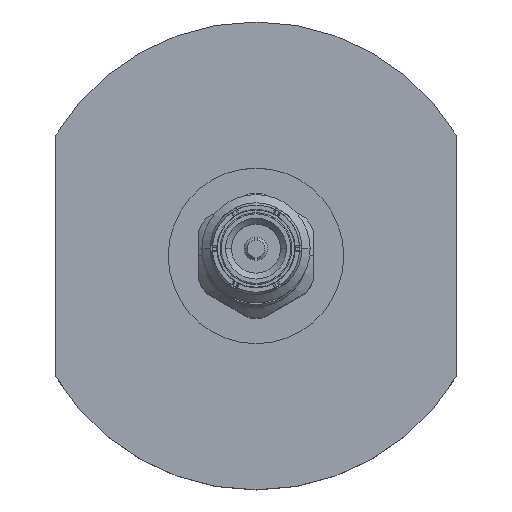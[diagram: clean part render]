
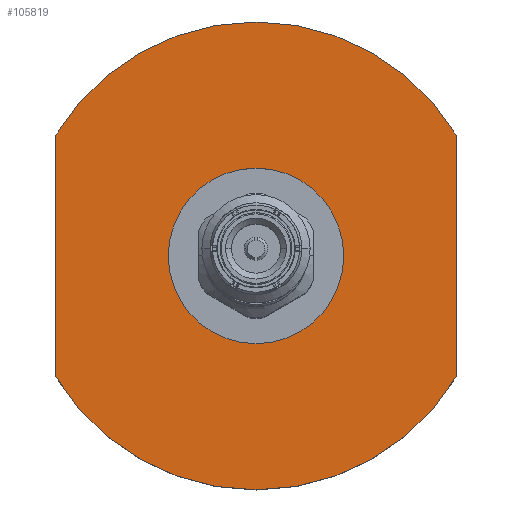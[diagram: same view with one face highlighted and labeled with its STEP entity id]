
A CAD part, top view. The second image highlights one B-rep face of the part: STEP entity #105819.
In plain terms, the highlighted face is planar.
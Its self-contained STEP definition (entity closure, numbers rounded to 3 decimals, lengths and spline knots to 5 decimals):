
#622 = EDGE_CURVE ( 'NONE', #67603, #25341, #88011, .T. ) ;
#2788 = FACE_BOUND ( 'NONE', #59987, .T. ) ;
#3767 = VECTOR ( 'NONE', #57876, 39.37008 ) ;
#5040 = DIRECTION ( 'NONE',  ( 0., 0., 1. ) ) ;
#7627 = VERTEX_POINT ( 'NONE', #86756 ) ;
#14616 = DIRECTION ( 'NONE',  ( -1., 0., 0. ) ) ;
#14714 = DIRECTION ( 'NONE',  ( 0., 0., 1. ) ) ;
#17833 = EDGE_CURVE ( 'NONE', #101536, #79762, #102477, .T. ) ;
#18445 = CIRCLE ( 'NONE', #74512, 0.4 ) ;
#22592 = CARTESIAN_POINT ( 'NONE',  ( 0.84849, 0., 0. ) ) ;
#22676 = ORIENTED_EDGE ( 'NONE', *, *, #106649, .F. ) ;
#23805 = AXIS2_PLACEMENT_3D ( 'NONE', #22592, #72301, #5040 ) ;
#25341 = VERTEX_POINT ( 'NONE', #84355 ) ;
#26887 = AXIS2_PLACEMENT_3D ( 'NONE', #30724, #14616, #39184 ) ;
#30174 = DIRECTION ( 'NONE',  ( 0., 0., 1. ) ) ;
#30724 = CARTESIAN_POINT ( 'NONE',  ( 0.84849, 0., 0. ) ) ;
#34031 = CARTESIAN_POINT ( 'NONE',  ( 0.84849, 0., 0.15 ) ) ;
#34599 = EDGE_CURVE ( 'NONE', #79762, #101536, #39771, .T. ) ;
#39184 = DIRECTION ( 'NONE',  ( 0., 0., 1. ) ) ;
#39771 = CIRCLE ( 'NONE', #26887, 0.15 ) ;
#41687 = CARTESIAN_POINT ( 'NONE',  ( 0.84849, 0., 0. ) ) ;
#41807 = AXIS2_PLACEMENT_3D ( 'NONE', #105346, #54849, #30174 ) ;
#41975 = CARTESIAN_POINT ( 'NONE',  ( 0.84849, 0.4, 0.3435 ) ) ;
#42404 = DIRECTION ( 'NONE',  ( 0., 0., 1. ) ) ;
#48124 = CARTESIAN_POINT ( 'NONE',  ( 0.84849, 0., 0. ) ) ;
#49345 = EDGE_CURVE ( 'NONE', #88000, #67603, #55173, .T. ) ;
#49407 = ORIENTED_EDGE ( 'NONE', *, *, #49345, .F. ) ;
#50117 = EDGE_CURVE ( 'NONE', #7627, #88000, #81553, .T. ) ;
#54849 = DIRECTION ( 'NONE',  ( -1., 0., 0. ) ) ;
#55173 = CIRCLE ( 'NONE', #23805, 0.4 ) ;
#57876 = DIRECTION ( 'NONE',  ( 0., 1., 0. ) ) ;
#58608 = AXIS2_PLACEMENT_3D ( 'NONE', #41687, #109169, #42404 ) ;
#59086 = VECTOR ( 'NONE', #62419, 39.37008 ) ;
#59987 = EDGE_LOOP ( 'NONE', ( #75044, #84785 ) ) ;
#62419 = DIRECTION ( 'NONE',  ( 0., -1., 0. ) ) ;
#67603 = VERTEX_POINT ( 'NONE', #83559 ) ;
#70164 = CARTESIAN_POINT ( 'NONE',  ( 0.84849, 0.4, -0.3435 ) ) ;
#71379 = CARTESIAN_POINT ( 'NONE',  ( 0.84849, -0.20496, -0.3435 ) ) ;
#71453 = PLANE ( 'NONE',  #41807 ) ;
#72301 = DIRECTION ( 'NONE',  ( -1., 0., 0. ) ) ;
#72499 = FACE_OUTER_BOUND ( 'NONE', #89843, .T. ) ;
#74304 = DIRECTION ( 'NONE',  ( -1., 0., 0. ) ) ;
#74512 = AXIS2_PLACEMENT_3D ( 'NONE', #48124, #74304, #14714 ) ;
#75044 = ORIENTED_EDGE ( 'NONE', *, *, #17833, .T. ) ;
#77526 = ORIENTED_EDGE ( 'NONE', *, *, #622, .F. ) ;
#79762 = VERTEX_POINT ( 'NONE', #100392 ) ;
#81553 = LINE ( 'NONE', #70164, #59086 ) ;
#83559 = CARTESIAN_POINT ( 'NONE',  ( 0.84849, -0.20496, 0.3435 ) ) ;
#84355 = CARTESIAN_POINT ( 'NONE',  ( 0.84849, 0.20496, 0.3435 ) ) ;
#84785 = ORIENTED_EDGE ( 'NONE', *, *, #34599, .T. ) ;
#85117 = ORIENTED_EDGE ( 'NONE', *, *, #50117, .F. ) ;
#86756 = CARTESIAN_POINT ( 'NONE',  ( 0.84849, 0.20496, -0.3435 ) ) ;
#88000 = VERTEX_POINT ( 'NONE', #71379 ) ;
#88011 = LINE ( 'NONE', #41975, #3767 ) ;
#89843 = EDGE_LOOP ( 'NONE', ( #77526, #49407, #85117, #22676 ) ) ;
#100392 = CARTESIAN_POINT ( 'NONE',  ( 0.84849, 0., -0.15 ) ) ;
#101536 = VERTEX_POINT ( 'NONE', #34031 ) ;
#102477 = CIRCLE ( 'NONE', #58608, 0.15 ) ;
#105346 = CARTESIAN_POINT ( 'NONE',  ( 0.84849, 0.4, 0. ) ) ;
#105819 = ADVANCED_FACE ( 'NONE', ( #2788, #72499 ), #71453, .F. ) ;
#106649 = EDGE_CURVE ( 'NONE', #25341, #7627, #18445, .T. ) ;
#109169 = DIRECTION ( 'NONE',  ( -1., 0., 0. ) ) ;
